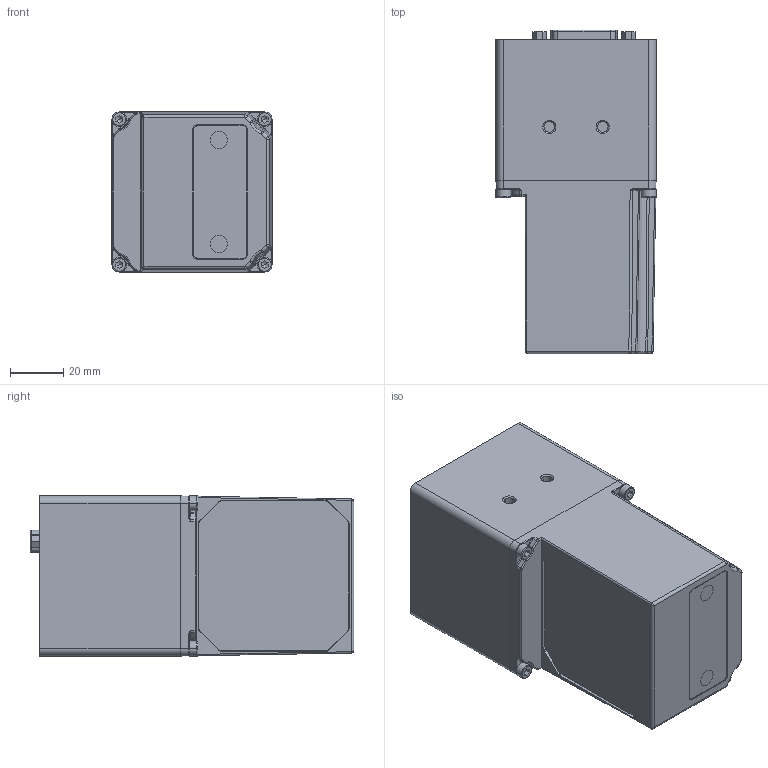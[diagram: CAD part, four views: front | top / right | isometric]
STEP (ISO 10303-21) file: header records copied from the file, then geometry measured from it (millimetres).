
FILE_DESCRIPTION((''),'2;1');
FILE_NAME('MAIN_ASM','2011-04-30T',('Ingenieurbuero Eiseler'),('Pepperl+Fuchs'),'PRO/ENGINEER BY PARAMETRIC TECHNOLOGY CORPORATION, 2007250','PRO/ENGINEER BY PARAMETRIC TECHNOLOGY CORPORATION, 2007250','');
FILE_SCHEMA(('CONFIG_CONTROL_DESIGN'));
Length unit declared in the file: millimetre
Products named in the file (17): PRT0019; PRT0020; PRT0022; ASM0013_ASM; STECKVERBINDER_09-0424-00-07_1; RJ45_ABGEAENDERT_1; PRT0025; DM_F15P0GX_1; DDE0359_MAC400_SPACER_SKIZZE_1; ASM0012_ASM; PRT0028; ASM0011_ASM; DDE0359_04C449_1; PRT0030; PRT0031; PRT0032; MAIN_ASM
Assembly tree (23 placements, depth 5):
  MAIN_ASM
    ASM0011_ASM
      PRT0019
      ASM0012_ASM
        ASM0013_ASM
          PRT0020
          PRT0022
        STECKVERBINDER_09-0424-00-07_1
        RJ45_ABGEAENDERT_1
        PRT0025
        DM_F15P0GX_1
        DDE0359_MAC400_SPACER_SKIZZE_1  x2
      PRT0028  x4
    DDE0359_04C449_1
    PRT0030
    PRT0031  x4
    PRT0032
Bounding box: 60 x 121.3 x 60 mm (x, y, z)
Volume: 355858.3 mm3; surface area: 71325 mm2
Topology: 36 solids, 36 shells, 1035 faces, 3501 edges, 2926 vertices
Faces by surface type: plane 424, cylinder 352, cone 144, bspline 52, torus 46, sphere 16, extrusion 1
Entity records: 41909 total; most frequent: CARTESIAN_POINT 7852, DIRECTION 5616, ORIENTED_EDGE 4090, PRESENTATION_STYLE_ASSIGNMENT 2629, STYLED_ITEM 2629, CURVE_STYLE 2573, VECTOR 2048, LINE 2047
